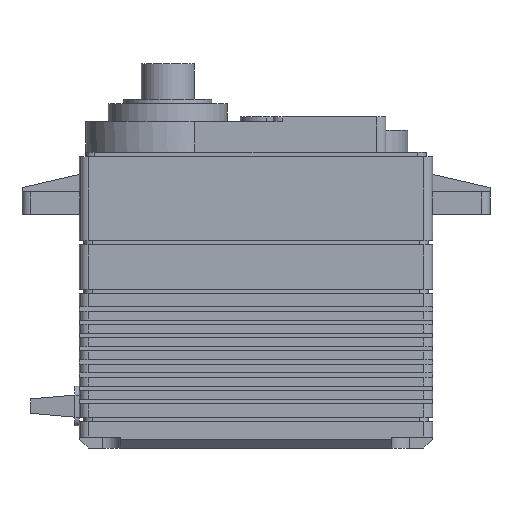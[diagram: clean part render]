
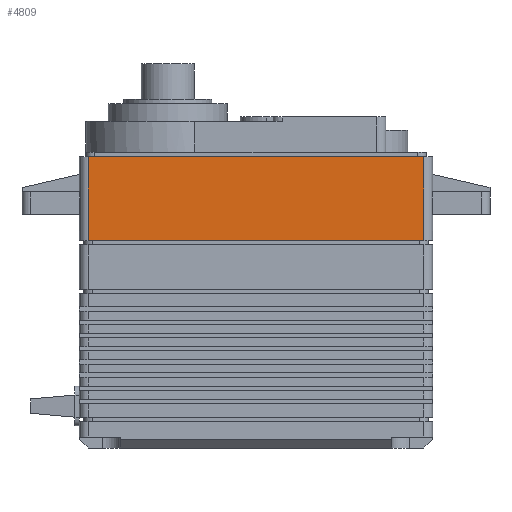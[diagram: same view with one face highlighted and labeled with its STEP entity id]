
A CAD part, front view. The second image highlights one B-rep face of the part: STEP entity #4809.
In plain terms, the highlighted planar face has unit normal (0, -1, 0).
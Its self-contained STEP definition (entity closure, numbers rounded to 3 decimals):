
#162=PLANE('',#5257);
#415=FACE_OUTER_BOUND('',#693,.T.);
#693=EDGE_LOOP('',(#4174,#4175,#4176,#4177));
#1133=LINE('',#7860,#1641);
#1143=LINE('',#7892,#1651);
#1146=LINE('',#7904,#1654);
#1147=LINE('',#7905,#1655);
#1641=VECTOR('',#6451,10.);
#1651=VECTOR('',#6479,10.);
#1654=VECTOR('',#6490,10.);
#1655=VECTOR('',#6491,10.);
#2299=VERTEX_POINT('',#7856);
#2301=VERTEX_POINT('',#7859);
#2314=VERTEX_POINT('',#7891);
#2319=VERTEX_POINT('',#7903);
#2941=EDGE_CURVE('',#2301,#2299,#1133,.T.);
#2957=EDGE_CURVE('',#2301,#2314,#1143,.T.);
#2963=EDGE_CURVE('',#2319,#2299,#1146,.T.);
#2964=EDGE_CURVE('',#2319,#2314,#1147,.T.);
#4174=ORIENTED_EDGE('',*,*,#2941,.T.);
#4175=ORIENTED_EDGE('',*,*,#2963,.F.);
#4176=ORIENTED_EDGE('',*,*,#2964,.T.);
#4177=ORIENTED_EDGE('',*,*,#2957,.F.);
#4809=ADVANCED_FACE('',(#415),#162,.T.);
#5257=AXIS2_PLACEMENT_3D('',#7902,#6488,#6489);
#6451=DIRECTION('',(1.,0.,0.));
#6479=DIRECTION('',(0.,0.,1.));
#6488=DIRECTION('center_axis',(0.,-1.,0.));
#6489=DIRECTION('ref_axis',(0.,0.,-1.));
#6490=DIRECTION('',(0.,0.,-1.));
#6491=DIRECTION('',(-1.,0.,0.));
#7856=CARTESIAN_POINT('',(29.,-10.,-3.));
#7859=CARTESIAN_POINT('',(-9.,-10.,-3.));
#7860=CARTESIAN_POINT('',(10.,-10.,-3.));
#7891=CARTESIAN_POINT('',(-9.,-10.,6.5));
#7892=CARTESIAN_POINT('',(-9.,-10.,-19.875));
#7902=CARTESIAN_POINT('Origin',(10.,-10.,-13.25));
#7903=CARTESIAN_POINT('',(29.,-10.,6.5));
#7904=CARTESIAN_POINT('',(29.,-10.,-6.625));
#7905=CARTESIAN_POINT('',(10.,-10.,6.5));
